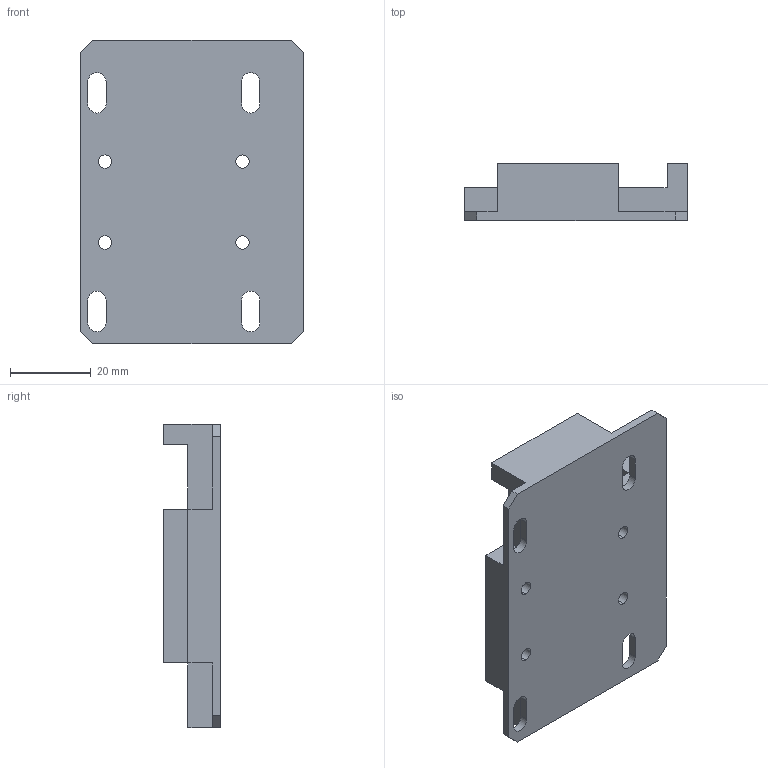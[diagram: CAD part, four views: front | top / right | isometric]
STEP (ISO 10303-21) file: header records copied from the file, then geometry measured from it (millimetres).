
FILE_DESCRIPTION (( 'STEP AP203' ), '1' );
FILE_NAME ('JT211037C002($)-1(1).STEP', '2021-12-30T02:23:05', ( '' ), ( '' ), 'SwSTEP 2.0', 'SolidWorks 2018', '' );
FILE_SCHEMA (( 'CONFIG_CONTROL_DESIGN' ));
Length unit declared in the file: millimetre
Products named in the file (1): JT211037C002($)-1(1)
Bounding box: 55 x 14 x 75 mm (x, y, z)
Volume: 28855.1 mm3; surface area: 11355.1 mm2
Topology: 1 solids, 1 shells, 54 faces, 156 edges, 104 vertices
Faces by surface type: plane 34, cylinder 20
Entity records: 1889 total; most frequent: CARTESIAN_POINT 315, ORIENTED_EDGE 312, DIRECTION 306, EDGE_CURVE 156, LINE 116, VECTOR 116, VERTEX_POINT 104, AXIS2_PLACEMENT_3D 95
